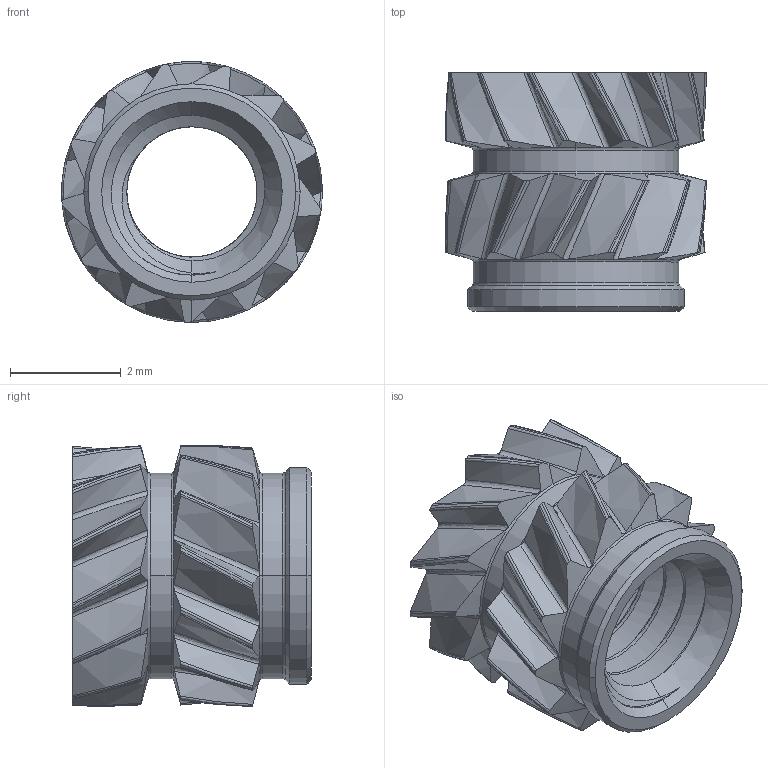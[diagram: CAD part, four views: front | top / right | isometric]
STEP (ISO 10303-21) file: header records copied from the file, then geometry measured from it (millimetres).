
FILE_DESCRIPTION (( 'STEP AP203' ), '1' );
FILE_NAME ('94459A130_Heat-Set Inserts for Plastic.STEP', '2026-01-09T03:40:03', ( 'McMaster Carr Supply' ), ( 'McMaster Carr Supply' ), 'SwSTEP 2.0', 'SolidWorks 2024', '' );
FILE_SCHEMA (( 'CONFIG_CONTROL_DESIGN' ));
Length unit declared in the file: millimetre
Products named in the file (1): 94459A130_Heat-Set Inserts for Plastic
Bounding box: 4.7 x 4.3 x 4.7 mm (x, y, z)
Volume: 29.7 mm3; surface area: 150 mm2
Topology: 1 solids, 1 shells, 209 faces, 605 edges, 398 vertices
Faces by surface type: bspline 133, cylinder 50, cone 16, torus 8, plane 2
Entity records: 16290 total; most frequent: CARTESIAN_POINT 12097, ORIENTED_EDGE 1210, EDGE_CURVE 605, DIRECTION 463, VERTEX_POINT 398, B_SPLINE_CURVE_WITH_KNOTS 278, EDGE_LOOP 211, FACE_OUTER_BOUND 209
